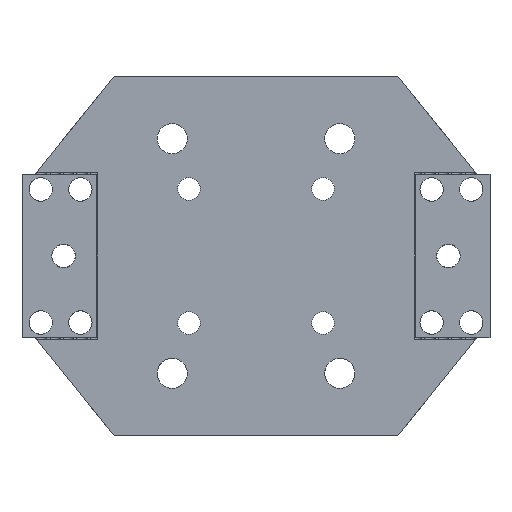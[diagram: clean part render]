
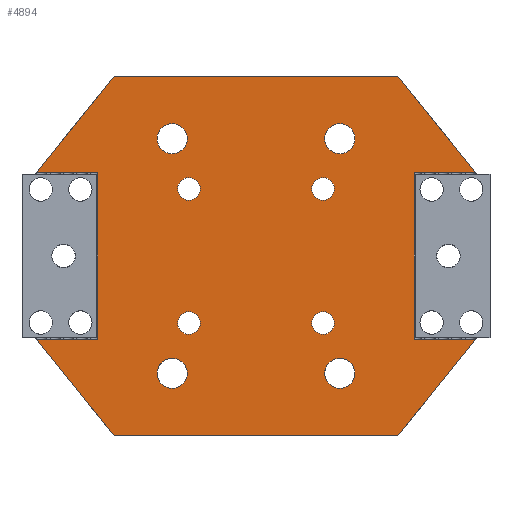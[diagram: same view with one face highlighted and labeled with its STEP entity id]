
A CAD part, front view. The second image highlights one B-rep face of the part: STEP entity #4894.
In plain terms, the highlighted planar face has unit normal (0, -1, 0).
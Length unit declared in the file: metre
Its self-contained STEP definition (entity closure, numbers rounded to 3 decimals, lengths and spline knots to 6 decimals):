
#235=CIRCLE('',#5315,0.00225);
#236=CIRCLE('',#5316,0.00225);
#237=CIRCLE('',#5317,0.00225);
#238=CIRCLE('',#5318,0.00225);
#239=CIRCLE('',#5319,0.0017);
#240=CIRCLE('',#5320,0.0017);
#241=CIRCLE('',#5321,0.0017);
#242=CIRCLE('',#5322,0.0017);
#760=ORIENTED_EDGE('',*,*,#2022,.F.);
#761=ORIENTED_EDGE('',*,*,#2023,.F.);
#762=ORIENTED_EDGE('',*,*,#2024,.F.);
#763=ORIENTED_EDGE('',*,*,#2025,.F.);
#764=ORIENTED_EDGE('',*,*,#2026,.F.);
#765=ORIENTED_EDGE('',*,*,#2027,.F.);
#766=ORIENTED_EDGE('',*,*,#2028,.F.);
#767=ORIENTED_EDGE('',*,*,#2029,.F.);
#768=ORIENTED_EDGE('',*,*,#2030,.F.);
#769=ORIENTED_EDGE('',*,*,#2031,.T.);
#770=ORIENTED_EDGE('',*,*,#2032,.T.);
#771=ORIENTED_EDGE('',*,*,#1886,.T.);
#772=ORIENTED_EDGE('',*,*,#2033,.F.);
#773=ORIENTED_EDGE('',*,*,#2034,.F.);
#774=ORIENTED_EDGE('',*,*,#2035,.T.);
#775=ORIENTED_EDGE('',*,*,#2036,.T.);
#776=ORIENTED_EDGE('',*,*,#2037,.T.);
#777=ORIENTED_EDGE('',*,*,#1898,.T.);
#778=ORIENTED_EDGE('',*,*,#2019,.F.);
#779=ORIENTED_EDGE('',*,*,#2038,.F.);
#1886=EDGE_CURVE('',#2548,#2551,#3008,.T.);
#1898=EDGE_CURVE('',#2562,#2563,#3011,.T.);
#2019=EDGE_CURVE('',#2657,#2563,#3079,.T.);
#2022=EDGE_CURVE('',#2659,#2659,#235,.T.);
#2023=EDGE_CURVE('',#2660,#2660,#236,.T.);
#2024=EDGE_CURVE('',#2661,#2661,#237,.T.);
#2025=EDGE_CURVE('',#2662,#2662,#238,.T.);
#2026=EDGE_CURVE('',#2663,#2663,#239,.T.);
#2027=EDGE_CURVE('',#2664,#2664,#240,.T.);
#2028=EDGE_CURVE('',#2665,#2665,#241,.T.);
#2029=EDGE_CURVE('',#2666,#2666,#242,.T.);
#2030=EDGE_CURVE('',#2667,#2668,#3082,.T.);
#2031=EDGE_CURVE('',#2667,#2669,#3083,.T.);
#2032=EDGE_CURVE('',#2669,#2548,#3084,.T.);
#2033=EDGE_CURVE('',#2670,#2551,#3085,.T.);
#2034=EDGE_CURVE('',#2671,#2670,#3086,.T.);
#2035=EDGE_CURVE('',#2671,#2672,#3087,.T.);
#2036=EDGE_CURVE('',#2672,#2673,#3088,.T.);
#2037=EDGE_CURVE('',#2673,#2562,#3089,.T.);
#2038=EDGE_CURVE('',#2668,#2657,#3090,.T.);
#2548=VERTEX_POINT('',#7380);
#2551=VERTEX_POINT('',#7386);
#2562=VERTEX_POINT('',#7411);
#2563=VERTEX_POINT('',#7412);
#2657=VERTEX_POINT('',#7787);
#2659=VERTEX_POINT('',#7794);
#2660=VERTEX_POINT('',#7796);
#2661=VERTEX_POINT('',#7798);
#2662=VERTEX_POINT('',#7800);
#2663=VERTEX_POINT('',#7802);
#2664=VERTEX_POINT('',#7804);
#2665=VERTEX_POINT('',#7806);
#2666=VERTEX_POINT('',#7808);
#2667=VERTEX_POINT('',#7810);
#2668=VERTEX_POINT('',#7811);
#2669=VERTEX_POINT('',#7813);
#2670=VERTEX_POINT('',#7816);
#2671=VERTEX_POINT('',#7818);
#2672=VERTEX_POINT('',#7820);
#2673=VERTEX_POINT('',#7822);
#3008=LINE('',#7387,#3476);
#3011=LINE('',#7410,#3479);
#3079=LINE('',#7788,#3547);
#3082=LINE('',#7809,#3550);
#3083=LINE('',#7812,#3551);
#3084=LINE('',#7814,#3552);
#3085=LINE('',#7815,#3553);
#3086=LINE('',#7817,#3554);
#3087=LINE('',#7819,#3555);
#3088=LINE('',#7821,#3556);
#3089=LINE('',#7823,#3557);
#3090=LINE('',#7824,#3558);
#3476=VECTOR('',#5939,1.);
#3479=VECTOR('',#5962,1.);
#3547=VECTOR('',#6144,1.);
#3550=VECTOR('',#6165,1.);
#3551=VECTOR('',#6166,1.);
#3552=VECTOR('',#6167,1.);
#3553=VECTOR('',#6168,1.);
#3554=VECTOR('',#6169,1.);
#3555=VECTOR('',#6170,1.);
#3556=VECTOR('',#6171,1.);
#3557=VECTOR('',#6172,1.);
#3558=VECTOR('',#6173,1.);
#3944=EDGE_LOOP('',(#760));
#3945=EDGE_LOOP('',(#761));
#3946=EDGE_LOOP('',(#762));
#3947=EDGE_LOOP('',(#763));
#3948=EDGE_LOOP('',(#764));
#3949=EDGE_LOOP('',(#765));
#3950=EDGE_LOOP('',(#766));
#3951=EDGE_LOOP('',(#767));
#3952=EDGE_LOOP('',(#768,#769,#770,#771,#772,#773,#774,#775,#776,#777,#778,
#779));
#4362=FACE_BOUND('',#3944,.T.);
#4363=FACE_BOUND('',#3945,.T.);
#4364=FACE_BOUND('',#3946,.T.);
#4365=FACE_BOUND('',#3947,.T.);
#4366=FACE_BOUND('',#3948,.T.);
#4367=FACE_BOUND('',#3949,.T.);
#4368=FACE_BOUND('',#3950,.T.);
#4369=FACE_BOUND('',#3951,.T.);
#4370=FACE_BOUND('',#3952,.T.);
#4683=PLANE('',#5314);
#4894=ADVANCED_FACE('',(#4362,#4363,#4364,#4365,#4366,#4367,#4368,#4369,
#4370),#4683,.T.);
#5314=AXIS2_PLACEMENT_3D('',#7792,#6147,#6148);
#5315=AXIS2_PLACEMENT_3D('',#7793,#6149,#6150);
#5316=AXIS2_PLACEMENT_3D('',#7795,#6151,#6152);
#5317=AXIS2_PLACEMENT_3D('',#7797,#6153,#6154);
#5318=AXIS2_PLACEMENT_3D('',#7799,#6155,#6156);
#5319=AXIS2_PLACEMENT_3D('',#7801,#6157,#6158);
#5320=AXIS2_PLACEMENT_3D('',#7803,#6159,#6160);
#5321=AXIS2_PLACEMENT_3D('',#7805,#6161,#6162);
#5322=AXIS2_PLACEMENT_3D('',#7807,#6163,#6164);
#5939=DIRECTION('',(1.,0.,0.));
#5962=DIRECTION('',(-1.,0.,0.));
#6144=DIRECTION('',(0.628,0.,0.778));
#6147=DIRECTION('',(0.,-1.,0.));
#6148=DIRECTION('',(0.,0.,1.));
#6149=DIRECTION('',(0.,-1.,0.));
#6150=DIRECTION('',(1.,0.,0.));
#6151=DIRECTION('',(0.,-1.,0.));
#6152=DIRECTION('',(1.,0.,0.));
#6153=DIRECTION('',(0.,-1.,0.));
#6154=DIRECTION('',(1.,0.,0.));
#6155=DIRECTION('',(0.,-1.,0.));
#6156=DIRECTION('',(1.,0.,0.));
#6157=DIRECTION('',(0.,-1.,0.));
#6158=DIRECTION('',(1.,0.,0.));
#6159=DIRECTION('',(0.,-1.,0.));
#6160=DIRECTION('',(1.,0.,0.));
#6161=DIRECTION('',(0.,-1.,0.));
#6162=DIRECTION('',(1.,0.,0.));
#6163=DIRECTION('',(0.,-1.,0.));
#6164=DIRECTION('',(1.,0.,0.));
#6165=DIRECTION('',(0.,0.,1.));
#6166=DIRECTION('',(-1.,0.,0.));
#6167=DIRECTION('',(0.628,0.,-0.778));
#6168=DIRECTION('',(-0.628,0.,-0.778));
#6169=DIRECTION('',(1.,0.,0.));
#6170=DIRECTION('',(0.,0.,1.));
#6171=DIRECTION('',(1.,0.,0.));
#6172=DIRECTION('',(-0.628,0.,0.778));
#6173=DIRECTION('',(-1.,0.,0.));
#7380=CARTESIAN_POINT('',(-0.021177,-0.005,-0.04025));
#7386=CARTESIAN_POINT('',(0.021177,-0.005,-0.04025));
#7387=CARTESIAN_POINT('',(0.,-0.005,-0.04025));
#7410=CARTESIAN_POINT('',(0.,-0.005,0.01325));
#7411=CARTESIAN_POINT('',(0.021177,-0.005,0.01325));
#7412=CARTESIAN_POINT('',(-0.021177,-0.005,0.01325));
#7787=CARTESIAN_POINT('',(-0.03274,-0.005,-0.001075));
#7788=CARTESIAN_POINT('',(-0.027937,-0.005,0.004875));
#7792=CARTESIAN_POINT('',(0.,-0.005,-0.055353));
#7793=CARTESIAN_POINT('',(0.0125,-0.005,0.004));
#7794=CARTESIAN_POINT('',(0.01475,-0.005,0.004));
#7795=CARTESIAN_POINT('',(-0.0125,-0.005,0.004));
#7796=CARTESIAN_POINT('',(-0.01025,-0.005,0.004));
#7797=CARTESIAN_POINT('',(0.0125,-0.005,-0.031));
#7798=CARTESIAN_POINT('',(0.01475,-0.005,-0.031));
#7799=CARTESIAN_POINT('',(-0.0125,-0.005,-0.031));
#7800=CARTESIAN_POINT('',(-0.01025,-0.005,-0.031));
#7801=CARTESIAN_POINT('',(0.01,-0.005,-0.0235));
#7802=CARTESIAN_POINT('',(0.0117,-0.005,-0.0235));
#7803=CARTESIAN_POINT('',(0.01,-0.005,-0.0035));
#7804=CARTESIAN_POINT('',(0.0117,-0.005,-0.0035));
#7805=CARTESIAN_POINT('',(-0.01,-0.005,-0.0035));
#7806=CARTESIAN_POINT('',(-0.0083,-0.005,-0.0035));
#7807=CARTESIAN_POINT('',(-0.01,-0.005,-0.0235));
#7808=CARTESIAN_POINT('',(-0.0083,-0.005,-0.0235));
#7809=CARTESIAN_POINT('',(-0.023598,-0.005,-0.055353));
#7810=CARTESIAN_POINT('',(-0.023598,-0.005,-0.025925));
#7811=CARTESIAN_POINT('',(-0.023598,-0.005,-0.001075));
#7812=CARTESIAN_POINT('',(0.,-0.005,-0.025925));
#7813=CARTESIAN_POINT('',(-0.03274,-0.005,-0.025925));
#7814=CARTESIAN_POINT('',(-0.027937,-0.005,-0.031875));
#7815=CARTESIAN_POINT('',(0.027937,-0.005,-0.031875));
#7816=CARTESIAN_POINT('',(0.03274,-0.005,-0.025925));
#7817=CARTESIAN_POINT('',(0.,-0.005,-0.025925));
#7818=CARTESIAN_POINT('',(0.023598,-0.005,-0.025925));
#7819=CARTESIAN_POINT('',(0.023598,-0.005,-0.055353));
#7820=CARTESIAN_POINT('',(0.023598,-0.005,-0.001075));
#7821=CARTESIAN_POINT('',(0.,-0.005,-0.001075));
#7822=CARTESIAN_POINT('',(0.03274,-0.005,-0.001075));
#7823=CARTESIAN_POINT('',(0.027937,-0.005,0.004875));
#7824=CARTESIAN_POINT('',(0.,-0.005,-0.001075));
